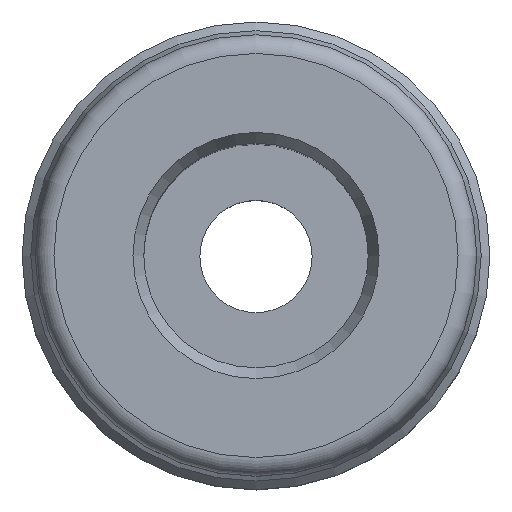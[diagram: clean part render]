
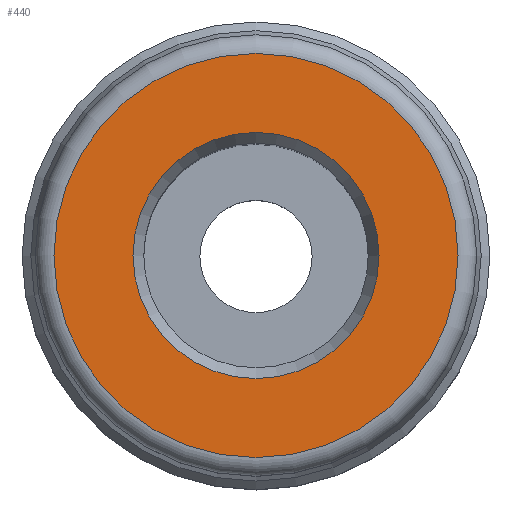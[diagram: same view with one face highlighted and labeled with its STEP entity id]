
A CAD part, top view. The second image highlights one B-rep face of the part: STEP entity #440.
In plain terms, the highlighted planar face has unit normal (0, 0, 1).
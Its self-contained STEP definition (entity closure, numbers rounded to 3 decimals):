
#52=ORIENTED_EDGE('',*,*,#136,.F.);
#53=ORIENTED_EDGE('',*,*,#137,.T.);
#136=EDGE_CURVE('',#178,#178,#220,.T.);
#137=EDGE_CURVE('',#179,#179,#221,.T.);
#178=VERTEX_POINT('',#752);
#179=VERTEX_POINT('',#754);
#220=CIRCLE('',#496,5.4);
#221=CIRCLE('',#497,3.289);
#262=EDGE_LOOP('',(#52));
#263=EDGE_LOOP('',(#53));
#346=FACE_BOUND('',#262,.T.);
#347=FACE_BOUND('',#263,.T.);
#430=PLANE('',#495);
#440=ADVANCED_FACE('',(#346,#347),#430,.F.);
#495=AXIS2_PLACEMENT_3D('',#750,#581,#582);
#496=AXIS2_PLACEMENT_3D('',#751,#583,#584);
#497=AXIS2_PLACEMENT_3D('',#753,#585,#586);
#581=DIRECTION('',(0.,0.,-1.));
#582=DIRECTION('',(-1.,0.,0.));
#583=DIRECTION('',(0.,0.,-1.));
#584=DIRECTION('',(-1.,0.,0.));
#585=DIRECTION('',(0.,0.,-1.));
#586=DIRECTION('',(-1.,0.,0.));
#750=CARTESIAN_POINT('',(0.,0.,0.));
#751=CARTESIAN_POINT('',(0.,0.,0.));
#752=CARTESIAN_POINT('',(-5.4,0.,0.));
#753=CARTESIAN_POINT('',(0.,0.,0.));
#754=CARTESIAN_POINT('',(-3.289,0.,0.));
